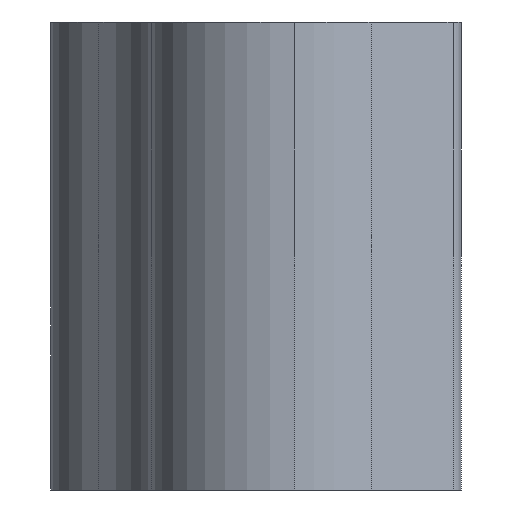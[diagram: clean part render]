
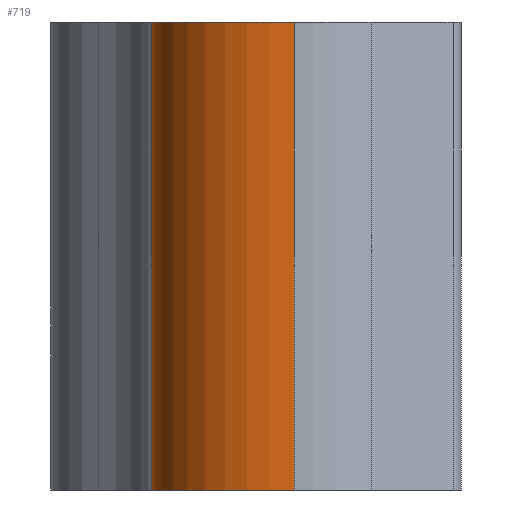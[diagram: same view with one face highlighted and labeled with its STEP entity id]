
A CAD part, left-side view. The second image highlights one B-rep face of the part: STEP entity #719.
In plain terms, the highlighted cylindrical face has radius 3.489 mm (diameter 6.978 mm), a partial arc.
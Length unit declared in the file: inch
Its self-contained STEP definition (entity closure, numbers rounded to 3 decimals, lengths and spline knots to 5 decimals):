
#21 = CARTESIAN_POINT ( 'NONE',  ( -0.63494, 0.77961, 0. ) ) ;
#33 = DIRECTION ( 'NONE',  ( -1., 0., 0. ) ) ;
#48 = ORIENTED_EDGE ( 'NONE', *, *, #316, .T. ) ;
#119 = CARTESIAN_POINT ( 'NONE',  ( -0.50369, 0.91683, 0. ) ) ;
#138 = VECTOR ( 'NONE', #1131, 39.37008 ) ;
#160 = CYLINDRICAL_SURFACE ( 'NONE', #567, 0.13736 ) ;
#176 = VERTEX_POINT ( 'NONE', #119 ) ;
#187 = DIRECTION ( 'NONE',  ( 0., 0., 1. ) ) ;
#206 = EDGE_CURVE ( 'NONE', #939, #823, #671, .T. ) ;
#209 = ORIENTED_EDGE ( 'NONE', *, *, #539, .F. ) ;
#265 = CIRCLE ( 'NONE', #384, 0.13736 ) ;
#268 = DIRECTION ( 'NONE',  ( 0., 0., 1. ) ) ;
#286 = DIRECTION ( 'NONE',  ( 0., 0., -1. ) ) ;
#316 = EDGE_CURVE ( 'NONE', #176, #534, #265, .T. ) ;
#384 = AXIS2_PLACEMENT_3D ( 'NONE', #822, #187, #458 ) ;
#397 = FACE_OUTER_BOUND ( 'NONE', #429, .T. ) ;
#403 = LINE ( 'NONE', #1116, #138 ) ;
#409 = CARTESIAN_POINT ( 'NONE',  ( -0.50369, 0.91683, 0.45 ) ) ;
#429 = EDGE_LOOP ( 'NONE', ( #209, #784, #1071, #48 ) ) ;
#458 = DIRECTION ( 'NONE',  ( 1., 0., 0. ) ) ;
#465 = DIRECTION ( 'NONE',  ( 0., 0., -1. ) ) ;
#534 = VERTEX_POINT ( 'NONE', #21 ) ;
#539 = EDGE_CURVE ( 'NONE', #823, #534, #828, .T. ) ;
#567 = AXIS2_PLACEMENT_3D ( 'NONE', #602, #286, #33 ) ;
#602 = CARTESIAN_POINT ( 'NONE',  ( -0.49758, 0.77961, 0.45 ) ) ;
#616 = CARTESIAN_POINT ( 'NONE',  ( -0.63494, 0.77961, 0.45 ) ) ;
#627 = VECTOR ( 'NONE', #465, 39.37008 ) ;
#671 = CIRCLE ( 'NONE', #914, 0.13736 ) ;
#719 = ADVANCED_FACE ( 'NONE', ( #397 ), #160, .T. ) ;
#784 = ORIENTED_EDGE ( 'NONE', *, *, #206, .F. ) ;
#822 = CARTESIAN_POINT ( 'NONE',  ( -0.49758, 0.77961, 0. ) ) ;
#823 = VERTEX_POINT ( 'NONE', #900 ) ;
#828 = LINE ( 'NONE', #616, #627 ) ;
#886 = EDGE_CURVE ( 'NONE', #939, #176, #403, .T. ) ;
#900 = CARTESIAN_POINT ( 'NONE',  ( -0.63494, 0.77961, 0.45 ) ) ;
#914 = AXIS2_PLACEMENT_3D ( 'NONE', #1015, #268, #1165 ) ;
#939 = VERTEX_POINT ( 'NONE', #409 ) ;
#1015 = CARTESIAN_POINT ( 'NONE',  ( -0.49758, 0.77961, 0.45 ) ) ;
#1071 = ORIENTED_EDGE ( 'NONE', *, *, #886, .T. ) ;
#1116 = CARTESIAN_POINT ( 'NONE',  ( -0.50369, 0.91683, 0.45 ) ) ;
#1131 = DIRECTION ( 'NONE',  ( 0., 0., -1. ) ) ;
#1165 = DIRECTION ( 'NONE',  ( 1., 0., 0. ) ) ;
